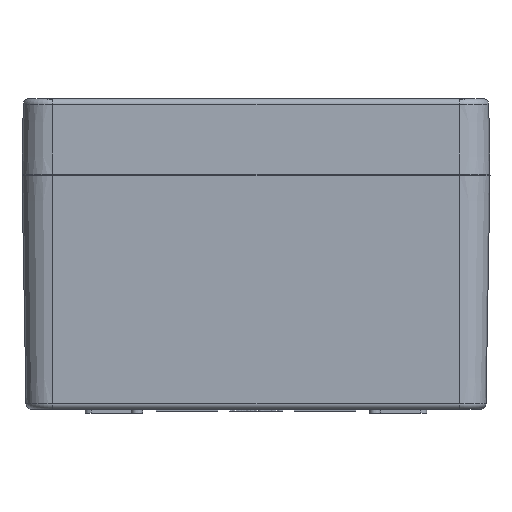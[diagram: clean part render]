
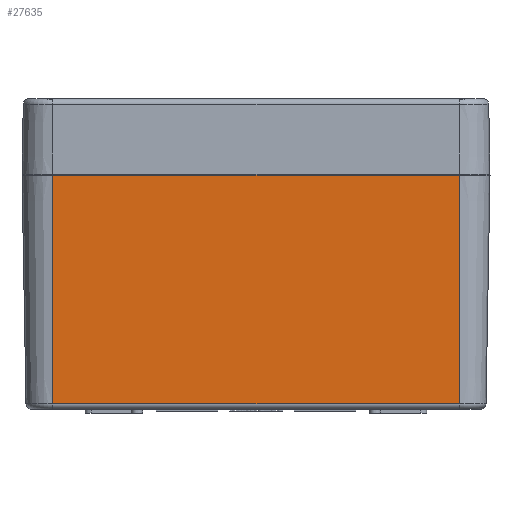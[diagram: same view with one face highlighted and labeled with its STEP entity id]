
A CAD part, left-side view. The second image highlights one B-rep face of the part: STEP entity #27635.
In plain terms, the highlighted planar face has unit normal (-1, 0, -0.018).
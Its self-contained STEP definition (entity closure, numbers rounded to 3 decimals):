
#18556=CARTESIAN_POINT('',(-178.961,53.,-59.526));
#18557=VERTEX_POINT('',#18556);
#18580=CARTESIAN_POINT('',(-178.961,-53.,-59.526));
#18581=VERTEX_POINT('',#18580);
#18589=CARTESIAN_POINT('',(-178.961,-53.0,-59.526));
#18590=DIRECTION('',(0.0,1.0,0.0));
#18591=VECTOR('',#18590,106.);
#18592=LINE('',#18589,#18591);
#18593=EDGE_CURVE('',#18581,#18557,#18592,.T.);
#18831=CARTESIAN_POINT('',(-180.,53.,0.0));
#18832=VERTEX_POINT('',#18831);
#18833=CARTESIAN_POINT('',(-180.,53.,0.0));
#18834=DIRECTION('',(0.017,0.0,-1.));
#18835=VECTOR('',#18834,59.535);
#18836=LINE('',#18833,#18835);
#18837=EDGE_CURVE('',#18832,#18557,#18836,.T.);
#27364=CARTESIAN_POINT('',(-180.,-53.,0.0));
#27365=VERTEX_POINT('',#27364);
#27366=CARTESIAN_POINT('',(-180.,53.,0.0));
#27367=DIRECTION('',(0.0,-1.0,0.0));
#27368=VECTOR('',#27367,106.);
#27369=LINE('',#27366,#27368);
#27370=EDGE_CURVE('',#18832,#27365,#27369,.T.);
#27619=CARTESIAN_POINT('',(-180.,53.,0.0));
#27620=DIRECTION('',(-1.,0.0,-0.017));
#27621=DIRECTION('',(0.0,1.0,0.0));
#27622=AXIS2_PLACEMENT_3D('',#27619,#27620,#27621);
#27623=PLANE('',#27622);
#27624=ORIENTED_EDGE('',*,*,#18593,.F.);
#27625=CARTESIAN_POINT('',(-180.,-53.,0.0));
#27626=DIRECTION('',(0.017,0.0,-1.));
#27627=VECTOR('',#27626,59.535);
#27628=LINE('',#27625,#27627);
#27629=EDGE_CURVE('',#27365,#18581,#27628,.T.);
#27630=ORIENTED_EDGE('',*,*,#27629,.F.);
#27631=ORIENTED_EDGE('',*,*,#27370,.F.);
#27632=ORIENTED_EDGE('',*,*,#18837,.T.);
#27633=EDGE_LOOP('',(#27624,#27630,#27631,#27632));
#27634=FACE_OUTER_BOUND('',#27633,.T.);
#27635=ADVANCED_FACE('',(#27634),#27623,.T.);
